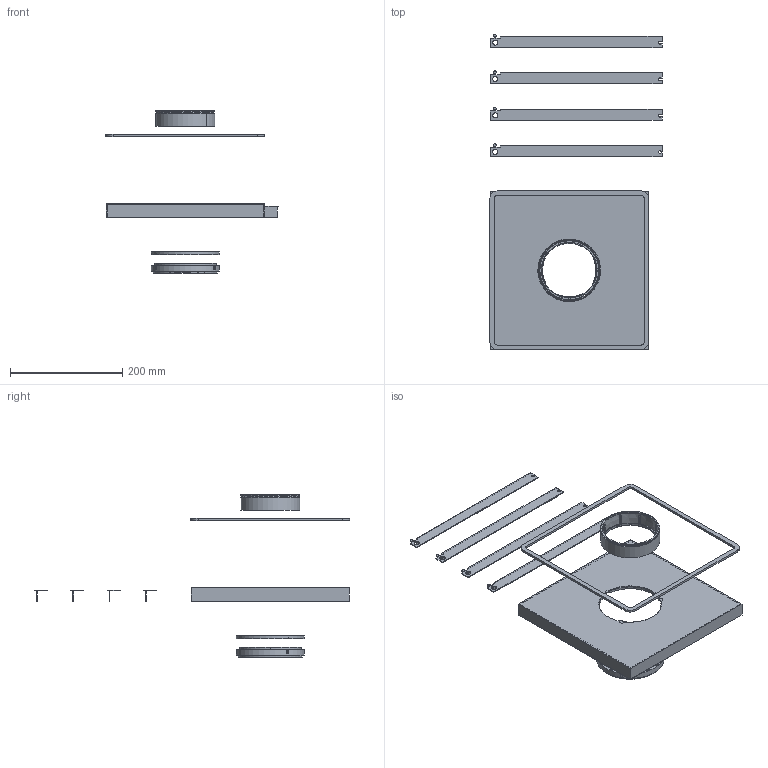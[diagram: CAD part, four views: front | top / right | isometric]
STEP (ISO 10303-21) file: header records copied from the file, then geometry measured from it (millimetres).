
FILE_DESCRIPTION((''),'2;1');
FILE_NAME('7409404_ASM','2015-10-01T',('AndreasKeweloh'),(''),'CREO PARAMETRIC BY PTC INC, 2015200','CREO PARAMETRIC BY PTC INC, 2015200','');
FILE_SCHEMA(('CONFIG_CONTROL_DESIGN'));
Length unit declared in the file: millimetre
Products named in the file (10): 036160; 002271_39441173_H_20_VA; P_39400348_1; 059062_4MM_STAHLEINLAGE_F_R_KAS; 059060_39415004T1__H_20_VA; 059063_ASM; 036159; 036161; 7409404_1_ASM; 7409404_ASM
Assembly tree (12 placements, depth 4):
  7409404_ASM
    7409404_1_ASM
      036160
      002271_39441173_H_20_VA  x4
      P_39400348_1
      059063_ASM
        059062_4MM_STAHLEINLAGE_F_R_KAS
        059060_39415004T1__H_20_VA
      036159
      036161
Bounding box: 307.1 x 562.4 x 289.95 mm (x, y, z)
Volume: 576839.7 mm3; surface area: 498993.6 mm2
Topology: 10 solids, 10 shells, 442 faces, 1144 edges, 751 vertices
Faces by surface type: plane 183, cylinder 157, cone 49, torus 31, bspline 14, sphere 8
Entity records: 11558 total; most frequent: CARTESIAN_POINT 2834, DIRECTION 1889, ORIENTED_EDGE 1732, EDGE_CURVE 866, AXIS2_PLACEMENT_3D 778, VERTEX_POINT 571, CIRCLE 413, EDGE_LOOP 397
